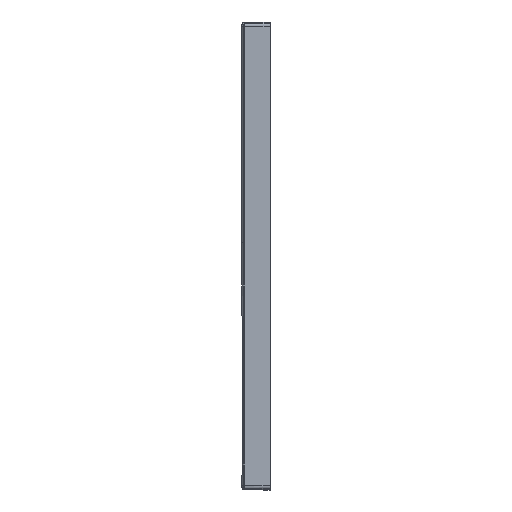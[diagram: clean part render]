
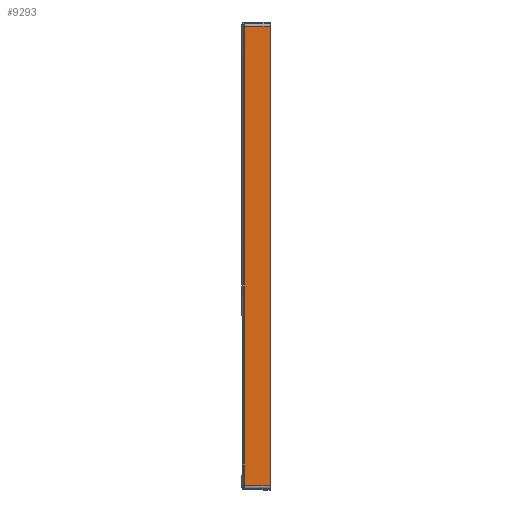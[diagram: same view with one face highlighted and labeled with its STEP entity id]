
A CAD part, left-side view. The second image highlights one B-rep face of the part: STEP entity #9293.
In plain terms, the highlighted planar face has unit normal (-1, 0, 0).
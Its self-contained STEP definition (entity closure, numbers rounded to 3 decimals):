
#1947=DIRECTION('',(0.,0.,-1.));
#1948=VECTOR('',#1947,5.007);
#1949=CARTESIAN_POINT('',(-850.,-5.107,45.));
#1950=LINE('',#1949,#1948);
#1951=CARTESIAN_POINT('',(-850.,-5.049,
422.5));
#1952=CARTESIAN_POINT('',(-850.,-5.055,
380.763));
#1953=CARTESIAN_POINT('',(-850.,-5.068,
297.152));
#1954=CARTESIAN_POINT('',(-850.,-5.088,
171.319));
#1955=CARTESIAN_POINT('',(-850.,-5.101,87.152));
#1956=CARTESIAN_POINT('',(-850.,-5.107,45.));
#1970=DIRECTION('',(0.,0.,1.));
#1971=VECTOR('',#1970,370.5);
#1972=CARTESIAN_POINT('',(-850.,-5.049,
422.5));
#1973=LINE('',#1972,#1971);
#1974=DIRECTION('',(0.,0.,-1.));
#1975=VECTOR('',#1974,786.);
#1976=CARTESIAN_POINT('',(-850.,-48.,793.));
#1977=LINE('',#1976,#1975);
#1978=DIRECTION('',(0.,1.,0.));
#1979=VECTOR('',#1978,42.981);
#1980=CARTESIAN_POINT('',(-850.,-48.,7.));
#1981=LINE('',#1980,#1979);
#1982=DIRECTION('',(0.,-0.003,1.));
#1983=VECTOR('',#1982,32.993);
#1984=CARTESIAN_POINT('',(-850.,-5.019,
7.));
#1985=LINE('',#1984,#1983);
#2944=DIRECTION('',(0.,1.,0.));
#2945=VECTOR('',#2944,43.);
#2946=CARTESIAN_POINT('',(-850.,-48.,793.));
#2947=LINE('',#2946,#2945);
#6196=CARTESIAN_POINT('',(-850.,-5.107,45.));
#6197=VERTEX_POINT('',#6196);
#6198=CARTESIAN_POINT('',(-850.,-5.107,
39.993));
#6199=VERTEX_POINT('',#6198);
#6200=VERTEX_POINT('',#1951);
#6202=CARTESIAN_POINT('',(-850.,-5.,
793.));
#6203=VERTEX_POINT('',#6202);
#6204=CARTESIAN_POINT('',(-850.,-48.,793.));
#6205=VERTEX_POINT('',#6204);
#6206=CARTESIAN_POINT('',(-850.,-48.,7.));
#6207=VERTEX_POINT('',#6206);
#6208=CARTESIAN_POINT('',(-850.,-5.019,
7.));
#6209=VERTEX_POINT('',#6208);
#9274=CARTESIAN_POINT('',(-850.,0.,0.));
#9275=DIRECTION('',(-1.,0.,0.));
#9276=DIRECTION('',(0.,0.,1.));
#9277=AXIS2_PLACEMENT_3D('',#9274,#9275,#9276);
#9278=PLANE('',#9277);
#9279=ORIENTED_EDGE('',*,*,#9216,.F.);
#9280=ORIENTED_EDGE('',*,*,#9264,.F.);
#9282=ORIENTED_EDGE('',*,*,#9281,.T.);
#9284=ORIENTED_EDGE('',*,*,#9283,.F.);
#9286=ORIENTED_EDGE('',*,*,#9285,.T.);
#9288=ORIENTED_EDGE('',*,*,#9287,.T.);
#9290=ORIENTED_EDGE('',*,*,#9289,.T.);
#9291=EDGE_LOOP('',(#9279,#9280,#9282,#9284,#9286,#9288,#9290));
#9292=FACE_OUTER_BOUND('',#9291,.F.);
#9293=ADVANCED_FACE('',(#9292),#9278,.T.);
#1957=B_SPLINE_CURVE_WITH_KNOTS('',3,(#1951,#1952,#1953,#1954,#1955,#1956),
.UNSPECIFIED.,.F.,.F.,(4,1,1,4),(0.,0.333,0.667,1.),
.UNSPECIFIED.);
#9216=EDGE_CURVE('',#6197,#6199,#1950,.T.);
#9264=EDGE_CURVE('',#6200,#6197,#1957,.T.);
#9281=EDGE_CURVE('',#6200,#6203,#1973,.T.);
#9283=EDGE_CURVE('',#6205,#6203,#2947,.T.);
#9285=EDGE_CURVE('',#6205,#6207,#1977,.T.);
#9287=EDGE_CURVE('',#6207,#6209,#1981,.T.);
#9289=EDGE_CURVE('',#6209,#6199,#1985,.T.);
